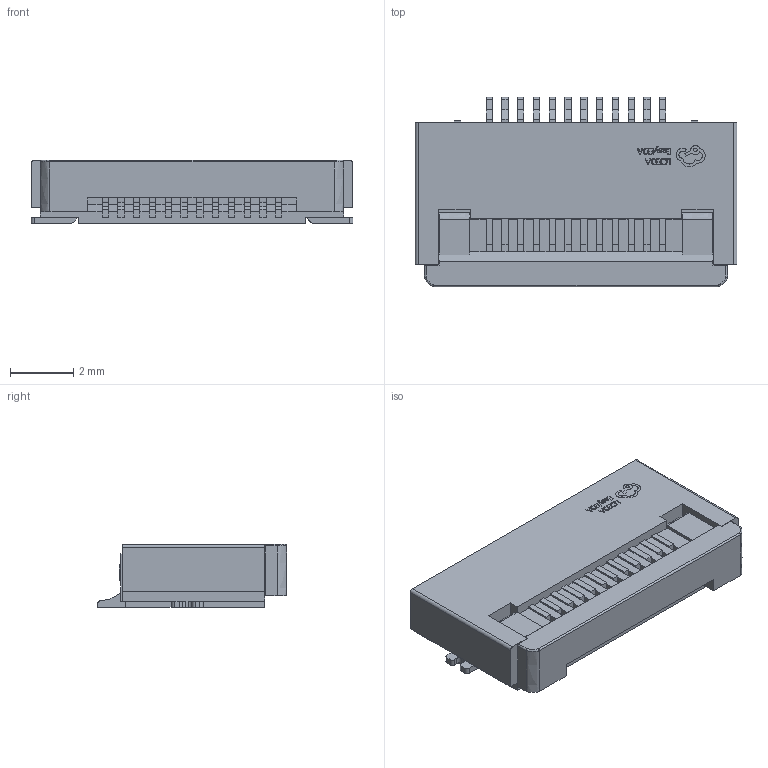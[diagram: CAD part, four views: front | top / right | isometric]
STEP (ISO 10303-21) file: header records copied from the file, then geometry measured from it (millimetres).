
FILE_DESCRIPTION (( 'STEP AP214' ), '1' );
FILE_NAME ('FPC-SMD_P0.50-WS-12P.step', '2022-08-08T02:40:19', ( '' ), ( '' ), 'SwSTEP 2.0', 'SolidWorks 2020', '' );
FILE_SCHEMA (( 'AUTOMOTIVE_DESIGN' ));
Length unit declared in the file: millimetre
Products named in the file (1): FPC-SMD_P0.50-WS-12P
Bounding box: 10.2 x 6 x 2.01 mm (x, y, z)
Volume: 88.1 mm3; surface area: 550.4 mm2
Topology: 27 solids, 27 shells, 838 faces, 2337 edges, 1534 vertices
Faces by surface type: plane 661, bspline 124, cylinder 53
Entity records: 36946 total; most frequent: CARTESIAN_POINT 7364, ORIENTED_EDGE 4674, DIRECTION 3585, EDGE_CURVE 2337, LINE 1951, VECTOR 1951, VERTEX_POINT 1534, EDGE_LOOP 859
